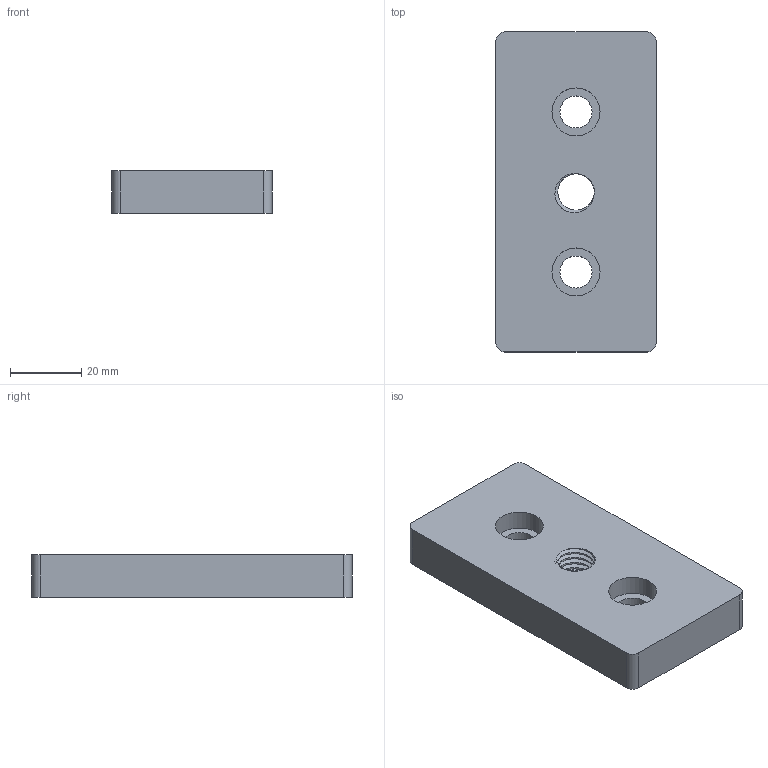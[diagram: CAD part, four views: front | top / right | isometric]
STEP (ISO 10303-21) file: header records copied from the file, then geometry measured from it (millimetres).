
FILE_DESCRIPTION(/* description */ (''),/* implementation_level */ '2;1');
FILE_NAME(/* name */ '32-4590M12-0.step',/* time_stamp */ '2021-05-13T11:41:13-04:00',/* author */ (''),/* organization */ (''),/* preprocessor_version */ 'ST-DEVELOPER v18.1',/* originating_system */ 'Autodesk Translation Framework v10.6.0.1341',/* authorisation */ '');
FILE_SCHEMA (('AUTOMOTIVE_DESIGN { 1 0 10303 214 3 1 1 }'));
Length unit declared in the file: millimetre
Products named in the file (1): 32-4590M10-0
Bounding box: 45 x 90 x 12 mm (x, y, z)
Volume: 44975.4 mm3; surface area: 12355.2 mm2
Topology: 1 solids, 1 shells, 34 faces, 90 edges, 60 vertices
Faces by surface type: cylinder 24, plane 8, bspline 2
Full cylindrical faces by diameter (mm): 9 x2, 10.274 x6, 12.226 x6, 13.5 x2
Entity records: 3023 total; most frequent: CARTESIAN_POINT 2188, ORIENTED_EDGE 180, DIRECTION 142, EDGE_CURVE 90, VERTEX_POINT 60, AXIS2_PLACEMENT_3D 54, EDGE_LOOP 42, B_SPLINE_CURVE_WITH_KNOTS 35
